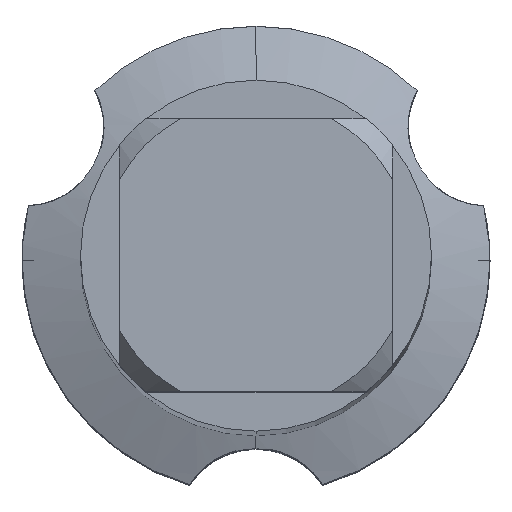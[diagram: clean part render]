
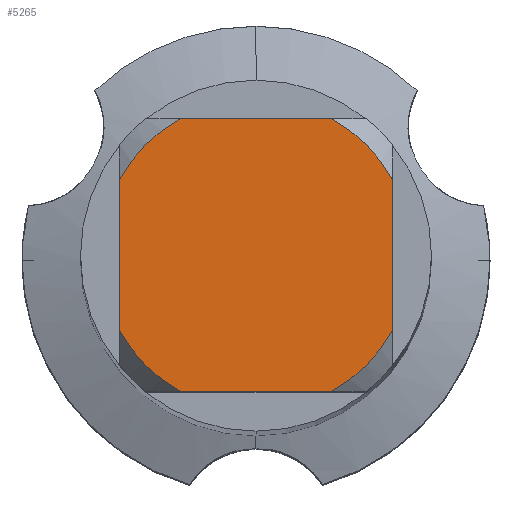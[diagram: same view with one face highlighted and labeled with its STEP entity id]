
A CAD part, top view. The second image highlights one B-rep face of the part: STEP entity #5265.
In plain terms, the highlighted planar face has unit normal (0, 0, 1).
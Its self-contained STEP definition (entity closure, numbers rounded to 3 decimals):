
#2449=VERTEX_POINT('',#6284);
#2475=VERTEX_POINT('',#6313);
#2705=EDGE_CURVE('',#4141,#2449,#6564,.T.);
#3321=EDGE_CURVE('',#4015,#2475,#7227,.T.);
#3453=EDGE_CURVE('',#4141,#5535,#7373,.T.);
#3589=EDGE_CURVE('',#5575,#5535,#7519,.T.);
#4015=VERTEX_POINT('',#7978);
#4141=VERTEX_POINT('',#8114);
#4697=VERTEX_POINT('',#8725);
#4779=EDGE_CURVE('',#5575,#4697,#8817,.T.);
#4937=EDGE_CURVE('',#5625,#2475,#8988,.T.);
#5265=ADVANCED_FACE('',(#9348),#9349,.T.);
#5535=VERTEX_POINT('',#9644);
#5537=EDGE_CURVE('',#4015,#2449,#9646,.T.);
#5575=VERTEX_POINT('',#9687);
#5625=VERTEX_POINT('',#9745);
#5653=EDGE_CURVE('',#5625,#4697,#9775,.T.);
#6284=CARTESIAN_POINT('',(3.5,1.936,0.0));
#6313=CARTESIAN_POINT('',(1.936,-3.5,0.0));
#6564=CIRCLE('',#11304,4.0);
#7227=CIRCLE('',#12496,4.0);
#7373=LINE('',#12788,#12789);
#7519=CIRCLE('',#13033,4.0);
#7978=CARTESIAN_POINT('',(3.5,-1.936,0.0));
#8114=CARTESIAN_POINT('',(1.936,3.5,0.0));
#8725=CARTESIAN_POINT('',(-3.5,-1.936,0.0));
#8817=LINE('',#15471,#15472);
#8988=LINE('',#15810,#15811);
#9348=FACE_OUTER_BOUND('',#16452,.T.);
#9349=PLANE('',#16453);
#9644=CARTESIAN_POINT('',(-1.936,3.5,0.0));
#9646=LINE('',#16992,#16993);
#9687=CARTESIAN_POINT('',(-3.5,1.936,0.0));
#9745=CARTESIAN_POINT('',(-1.936,-3.5,0.0));
#9775=CIRCLE('',#17187,4.0);
#11304=AXIS2_PLACEMENT_3D('',#18290,#18291,#18292);
#12496=AXIS2_PLACEMENT_3D('',#18920,#18921,#18922);
#12788=CARTESIAN_POINT('',(0.0,3.5,0.0));
#12789=VECTOR('',#19091,1.0);
#13033=AXIS2_PLACEMENT_3D('',#19360,#19361,#19362);
#15471=CARTESIAN_POINT('',(-3.5,1.0,0.0));
#15472=VECTOR('',#20764,1.0);
#15810=CARTESIAN_POINT('',(0.0,-3.5,0.0));
#15811=VECTOR('',#20933,1.0);
#16452=EDGE_LOOP('',(#21297,#21298,#21299,#21300,#21301,#21302,#21303,#21304));
#16453=AXIS2_PLACEMENT_3D('',#21305,#21306,#21307);
#16992=CARTESIAN_POINT('',(3.5,1.0,0.0));
#16993=VECTOR('',#21761,1.0);
#17187=AXIS2_PLACEMENT_3D('',#21908,#21909,#21910);
#18290=CARTESIAN_POINT('',(0.0,0.0,0.0));
#18291=DIRECTION('',(0.0,0.0,-1.0));
#18292=DIRECTION('',(0.0,1.0,0.0));
#18920=CARTESIAN_POINT('',(0.0,0.0,0.0));
#18921=DIRECTION('',(0.0,0.0,-1.0));
#18922=DIRECTION('',(0.0,1.0,0.0));
#19091=DIRECTION('',(-1.0,0.0,0.0));
#19360=CARTESIAN_POINT('',(0.0,0.0,0.0));
#19361=DIRECTION('',(0.0,0.0,-1.0));
#19362=DIRECTION('',(0.0,1.0,0.0));
#20764=DIRECTION('',(-0.0,-1.0,0.0));
#20933=DIRECTION('',(1.0,0.0,0.0));
#21297=ORIENTED_EDGE('',*,*,#4779,.T.);
#21298=ORIENTED_EDGE('',*,*,#5653,.F.);
#21299=ORIENTED_EDGE('',*,*,#4937,.T.);
#21300=ORIENTED_EDGE('',*,*,#3321,.F.);
#21301=ORIENTED_EDGE('',*,*,#5537,.T.);
#21302=ORIENTED_EDGE('',*,*,#2705,.F.);
#21303=ORIENTED_EDGE('',*,*,#3453,.T.);
#21304=ORIENTED_EDGE('',*,*,#3589,.F.);
#21305=CARTESIAN_POINT('',(0.0,2.0,0.0));
#21306=DIRECTION('',(-0.0,0.0,1.0));
#21307=DIRECTION('',(0.0,-1.0,0.0));
#21761=DIRECTION('',(-0.0,1.0,0.0));
#21908=CARTESIAN_POINT('',(0.0,0.0,0.0));
#21909=DIRECTION('',(0.0,0.0,-1.0));
#21910=DIRECTION('',(0.0,1.0,0.0));
